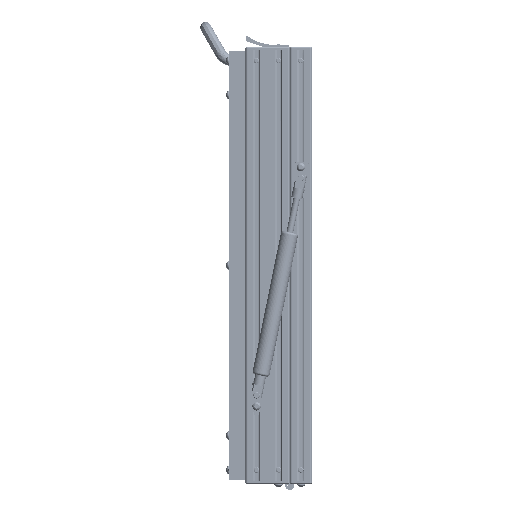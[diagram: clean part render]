
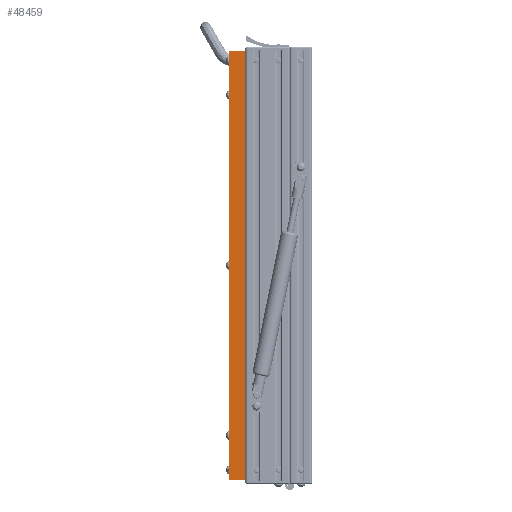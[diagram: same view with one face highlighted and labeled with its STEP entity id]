
A CAD part, left-side view. The second image highlights one B-rep face of the part: STEP entity #48459.
In plain terms, the highlighted planar face has unit normal (-1, 0, 0).
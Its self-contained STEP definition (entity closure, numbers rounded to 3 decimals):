
#1199 = VERTEX_POINT ( 'NONE', #46491 ) ;
#1879 = ORIENTED_EDGE ( 'NONE', *, *, #33601, .T. ) ;
#2205 = VECTOR ( 'NONE', #10802, 1000. ) ;
#2578 = EDGE_CURVE ( 'NONE', #34299, #1199, #28350, .T. ) ;
#4584 = CARTESIAN_POINT ( 'NONE',  ( -191.5, 15., 194. ) ) ;
#8879 = CARTESIAN_POINT ( 'NONE',  ( -191.5, 15., -194. ) ) ;
#9322 = CARTESIAN_POINT ( 'NONE',  ( -191.5, 0., 194. ) ) ;
#10757 = CARTESIAN_POINT ( 'NONE',  ( -191.5, 0., 194. ) ) ;
#10802 = DIRECTION ( 'NONE',  ( 0., 1., 0. ) ) ;
#16223 = CARTESIAN_POINT ( 'NONE',  ( -191.5, 0., 194. ) ) ;
#16467 = VERTEX_POINT ( 'NONE', #39031 ) ;
#17853 = DIRECTION ( 'NONE',  ( 0., 0., -1. ) ) ;
#22580 = DIRECTION ( 'NONE',  ( 0., 0., -1. ) ) ;
#23171 = EDGE_LOOP ( 'NONE', ( #50144, #40335, #43842, #1879 ) ) ;
#23785 = CARTESIAN_POINT ( 'NONE',  ( -191.5, 15., 194. ) ) ;
#27827 = AXIS2_PLACEMENT_3D ( 'NONE', #9322, #53096, #22580 ) ;
#27897 = EDGE_CURVE ( 'NONE', #34299, #37019, #31733, .T. ) ;
#28350 = LINE ( 'NONE', #10757, #41400 ) ;
#28594 = EDGE_CURVE ( 'NONE', #37019, #16467, #30951, .T. ) ;
#30951 = LINE ( 'NONE', #4584, #49505 ) ;
#31733 = LINE ( 'NONE', #54979, #2205 ) ;
#33601 = EDGE_CURVE ( 'NONE', #16467, #1199, #56556, .T. ) ;
#33881 = VECTOR ( 'NONE', #39610, 1000. ) ;
#34299 = VERTEX_POINT ( 'NONE', #16223 ) ;
#37019 = VERTEX_POINT ( 'NONE', #23785 ) ;
#39031 = CARTESIAN_POINT ( 'NONE',  ( -191.5, 15., -194. ) ) ;
#39610 = DIRECTION ( 'NONE',  ( 0., -1., 0. ) ) ;
#39858 = PLANE ( 'NONE',  #27827 ) ;
#40335 = ORIENTED_EDGE ( 'NONE', *, *, #27897, .T. ) ;
#40986 = FACE_OUTER_BOUND ( 'NONE', #23171, .T. ) ;
#41400 = VECTOR ( 'NONE', #50684, 1000. ) ;
#43842 = ORIENTED_EDGE ( 'NONE', *, *, #28594, .T. ) ;
#46491 = CARTESIAN_POINT ( 'NONE',  ( -191.5, 0., -194. ) ) ;
#48459 = ADVANCED_FACE ( 'NONE', ( #40986 ), #39858, .F. ) ;
#49505 = VECTOR ( 'NONE', #17853, 1000. ) ;
#50144 = ORIENTED_EDGE ( 'NONE', *, *, #2578, .F. ) ;
#50684 = DIRECTION ( 'NONE',  ( 0., 0., -1. ) ) ;
#53096 = DIRECTION ( 'NONE',  ( 1., 0., 0. ) ) ;
#54979 = CARTESIAN_POINT ( 'NONE',  ( -191.5, 0., 194. ) ) ;
#56556 = LINE ( 'NONE', #8879, #33881 ) ;
